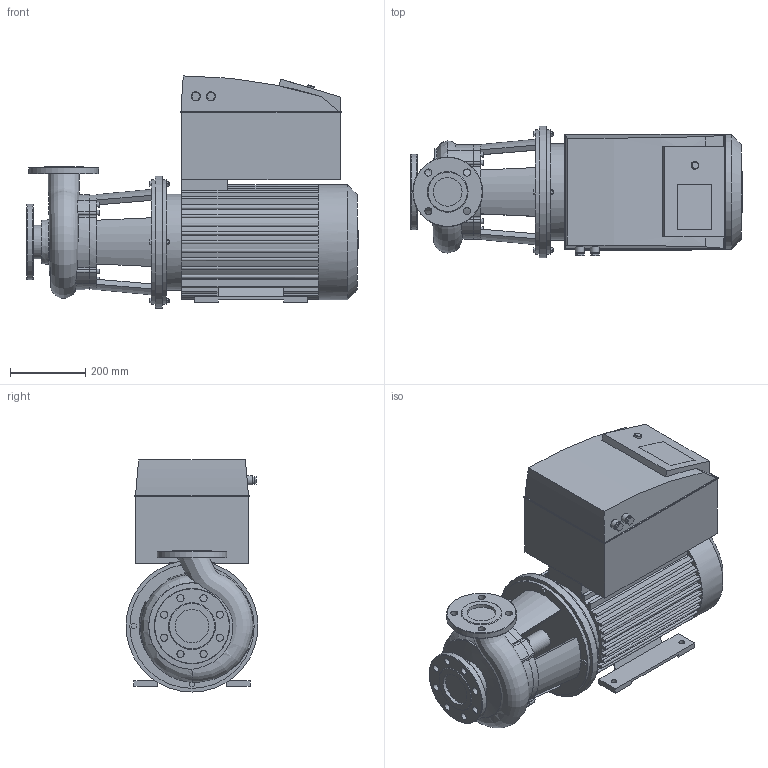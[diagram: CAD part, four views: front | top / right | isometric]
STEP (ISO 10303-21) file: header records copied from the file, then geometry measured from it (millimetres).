
FILE_DESCRIPTION(/* description */ (''),/* implementation_level */ '2;1');
FILE_NAME(/* name */ '3d_BL-E65_170-15_2-R1-2189988.stp',/* time_stamp */ '2017-11-06T15:14:05+01:00',/* author */ ('Andrzej'),/* organization */ (''),/* preprocessor_version */ 'ST-DEVELOPER v16.13',/* originating_system */ 'AutoCAD Mechanical',/* authorisation */ '');
FILE_SCHEMA (('AUTOMOTIVE_DESIGN { 1 0 10303 214 3 1 1 }'));
Length unit declared in the file: millimetre
Products named in the file (1): Product
Bounding box: 881 x 350 x 616 mm (x, y, z)
Volume: 79859162.4 mm3; surface area: 2715055.4 mm2
Topology: 13 solids, 13 shells, 585 faces, 1498 edges, 972 vertices
Faces by surface type: plane 366, cylinder 167, bspline 34, cone 10, torus 8
Full cylindrical faces by diameter (mm): 8 x4, 9 x4, 13 x4, 15 x4, 19 x12, 20 x3, 24 x2, 50 x1, 76.1 x1, 88.9 x2, 185 x1, 200 x1, 255 x1, 305 x1, 330 x2, 350 x1
Entity records: 21762 total; most frequent: CARTESIAN_POINT 7567, DIRECTION 2891, ORIENTED_EDGE 2868, EDGE_CURVE 1434, AXIS2_PLACEMENT_3D 994, VERTEX_POINT 966, LINE 903, VECTOR 903
